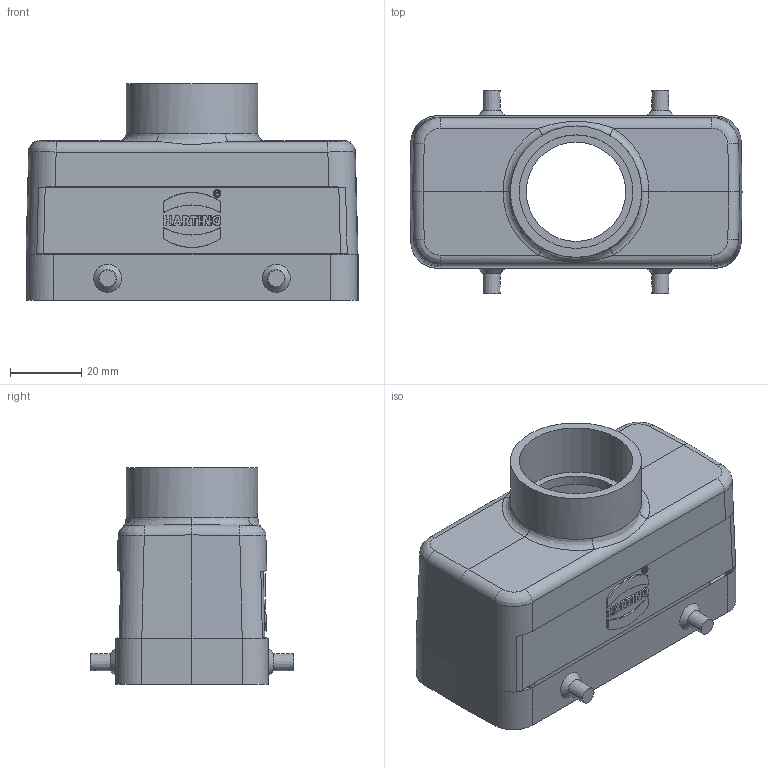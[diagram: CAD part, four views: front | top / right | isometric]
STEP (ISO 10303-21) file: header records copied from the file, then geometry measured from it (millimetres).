
FILE_DESCRIPTION(/* description */ (''),/* implementation_level */ '2;1');
FILE_NAME(/* name */ '100104081ugm000_d.stp',/* time_stamp */ '2020-01-09T11:02:43+01:00',/* author */ (''),/* organization */ (''),/* preprocessor_version */ 'ST-DEVELOPER v16.7',/* originating_system */ 'SIEMENS PLM Software NX 12.0',/* authorisation */ '');
FILE_SCHEMA (('AUTOMOTIVE_DESIGN { 1 0 10303 214 3 1 1 1 }'));
Length unit declared in the file: millimetre
Products named in the file (1): 100104081ugm000_d
Bounding box: 93.5 x 57.2 x 61 mm (x, y, z)
Volume: 49118.6 mm3; surface area: 32502.4 mm2
Topology: 1 solids, 1 shells, 253 faces, 646 edges, 408 vertices
Faces by surface type: plane 142, cylinder 55, bspline 42, cone 14
Full cylindrical faces by diameter (mm): 3 x4, 28 x1, 32 x1, 37 x1
Entity records: 10445 total; most frequent: CARTESIAN_POINT 2870, ORIENTED_EDGE 1208, DIRECTION 1127, EDGE_CURVE 604, VERTEX_POINT 399, LINE 377, VECTOR 377, AXIS2_PLACEMENT_3D 375
